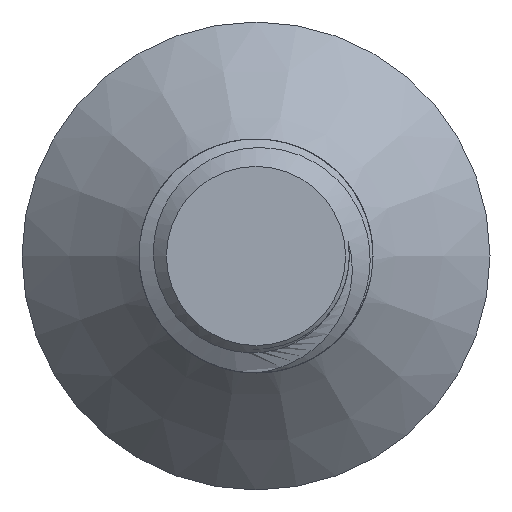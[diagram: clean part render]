
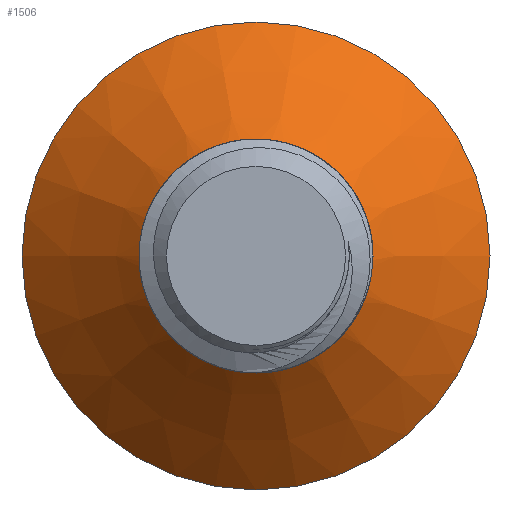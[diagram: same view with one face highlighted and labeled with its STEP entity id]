
A CAD part, left-side view. The second image highlights one B-rep face of the part: STEP entity #1506.
In plain terms, the highlighted conical face has half-angle 45 degrees and reference radius 4 mm.
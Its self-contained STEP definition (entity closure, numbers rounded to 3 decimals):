
#38=CONICAL_SURFACE('',#1609,4.,0.785);
#109=FACE_OUTER_BOUND('',#194,.T.);
#194=EDGE_LOOP('',(#1163,#1164,#1165,#1166,#1167,#1168,#1169,#1170));
#216=CIRCLE('',#1543,4.);
#219=CIRCLE('',#1610,8.);
#220=CIRCLE('',#1611,3.188);
#356=B_SPLINE_CURVE_WITH_KNOTS('',3,(#6700,#6701,#6702,#6703,#6704,#6705,
#6706,#6707,#6708,#6709,#6710,#6711,#6712,#6713,#6714,#6715),
 .UNSPECIFIED.,.F.,.F.,(4,2,2,2,2,2,2,4),(2.387,2.532,
2.946,3.412,3.911,4.467,4.871,
5.278),.UNSPECIFIED.);
#357=B_SPLINE_CURVE_WITH_KNOTS('',3,(#6717,#6718,#6719,#6720,#6721,#6722,
#6723,#6724,#6725,#6726,#6727,#6728,#6729,#6730),.UNSPECIFIED.,.F.,.F.,
(4,2,2,2,2,2,4),(0.,0.087,0.172,0.284,
0.371,0.45,0.56),.UNSPECIFIED.);
#358=B_SPLINE_CURVE_WITH_KNOTS('',3,(#6733,#6734,#6735,#6736,#6737,#6738,
#6739,#6740,#6741,#6742,#6743,#6744,#6745,#6746,#6747,#6748,#6749,#6750,
#6751,#6752,#6753,#6754,#6755,#6756,#6757,#6758),.UNSPECIFIED.,.F.,.F.,
(4,2,2,2,2,2,2,2,2,2,2,2,4),(0.,0.069,0.141,
0.269,0.417,0.583,0.776,
0.989,1.235,1.505,1.813,2.15,
2.387),.UNSPECIFIED.);
#429=LINE('',#6699,#507);
#507=VECTOR('',#1844,4.);
#524=VERTEX_POINT('',#1921);
#525=VERTEX_POINT('',#1956);
#655=VERTEX_POINT('',#6696);
#656=VERTEX_POINT('',#6698);
#657=VERTEX_POINT('',#6716);
#658=VERTEX_POINT('',#6731);
#676=EDGE_CURVE('',#525,#524,#216,.T.);
#868=EDGE_CURVE('',#655,#655,#219,.T.);
#869=EDGE_CURVE('',#655,#656,#429,.T.);
#870=EDGE_CURVE('',#656,#525,#356,.T.);
#871=EDGE_CURVE('',#524,#657,#357,.T.);
#872=EDGE_CURVE('',#657,#658,#220,.T.);
#873=EDGE_CURVE('',#658,#656,#358,.T.);
#1163=ORIENTED_EDGE('',*,*,#868,.F.);
#1164=ORIENTED_EDGE('',*,*,#869,.T.);
#1165=ORIENTED_EDGE('',*,*,#870,.T.);
#1166=ORIENTED_EDGE('',*,*,#676,.T.);
#1167=ORIENTED_EDGE('',*,*,#871,.T.);
#1168=ORIENTED_EDGE('',*,*,#872,.T.);
#1169=ORIENTED_EDGE('',*,*,#873,.T.);
#1170=ORIENTED_EDGE('',*,*,#869,.F.);
#1506=ADVANCED_FACE('',(#109),#38,.T.);
#1543=AXIS2_PLACEMENT_3D('',#1957,#1646,#1647);
#1609=AXIS2_PLACEMENT_3D('',#6695,#1840,#1841);
#1610=AXIS2_PLACEMENT_3D('',#6697,#1842,#1843);
#1611=AXIS2_PLACEMENT_3D('',#6732,#1845,#1846);
#1646=DIRECTION('center_axis',(0.,0.,1.));
#1647=DIRECTION('ref_axis',(0.,-1.,0.));
#1840=DIRECTION('center_axis',(0.,0.,1.));
#1841=DIRECTION('ref_axis',(0.,-1.,0.));
#1842=DIRECTION('center_axis',(0.,0.,1.));
#1843=DIRECTION('ref_axis',(0.,-1.,0.));
#1844=DIRECTION('',(0.,-0.707,-0.707));
#1845=DIRECTION('center_axis',(0.,0.,1.));
#1846=DIRECTION('ref_axis',(1.,0.,0.));
#1921=CARTESIAN_POINT('',(-0.516,-3.967,-4.4));
#1956=CARTESIAN_POINT('',(-3.17,-2.44,-4.4));
#1957=CARTESIAN_POINT('Origin',(0.,0.,-4.4));
#6695=CARTESIAN_POINT('Origin',(0.,0.,-4.4));
#6696=CARTESIAN_POINT('',(0.,8.,-0.4));
#6697=CARTESIAN_POINT('Origin',(0.,0.,-0.4));
#6698=CARTESIAN_POINT('',(0.,3.719,-4.681));
#6699=CARTESIAN_POINT('',(0.,4.,-4.4));
#6700=CARTESIAN_POINT('Ctrl Pts',(0.,3.719,
-4.681));
#6701=CARTESIAN_POINT('Ctrl Pts',(-0.182,3.725,-4.675));
#6702=CARTESIAN_POINT('Ctrl Pts',(-0.358,3.717,-4.67));
#6703=CARTESIAN_POINT('Ctrl Pts',(-1.007,3.647,-4.648));
#6704=CARTESIAN_POINT('Ctrl Pts',(-1.471,3.503,-4.631));
#6705=CARTESIAN_POINT('Ctrl Pts',(-2.376,3.019,-4.596));
#6706=CARTESIAN_POINT('Ctrl Pts',(-2.758,2.682,-4.581));
#6707=CARTESIAN_POINT('Ctrl Pts',(-3.362,1.94,-4.55));
#6708=CARTESIAN_POINT('Ctrl Pts',(-3.598,1.501,-4.533));
#6709=CARTESIAN_POINT('Ctrl Pts',(-3.908,0.501,-4.498));
#6710=CARTESIAN_POINT('Ctrl Pts',(-3.946,-0.019,
-4.483));
#6711=CARTESIAN_POINT('Ctrl Pts',(-3.868,-0.845,
-4.457));
#6712=CARTESIAN_POINT('Ctrl Pts',(-3.789,-1.187,-4.445));
#6713=CARTESIAN_POINT('Ctrl Pts',(-3.543,-1.843,-4.422));
#6714=CARTESIAN_POINT('Ctrl Pts',(-3.376,-2.154,-4.411));
#6715=CARTESIAN_POINT('Ctrl Pts',(-3.17,-2.44,-4.4));
#6716=CARTESIAN_POINT('',(-3.062,0.888,-5.212));
#6717=CARTESIAN_POINT('Ctrl Pts',(-0.516,-3.967,-4.4));
#6718=CARTESIAN_POINT('Ctrl Pts',(-0.797,-3.896,
-4.434));
#6719=CARTESIAN_POINT('Ctrl Pts',(-1.069,-3.795,-4.468));
#6720=CARTESIAN_POINT('Ctrl Pts',(-1.575,-3.537,-4.538));
#6721=CARTESIAN_POINT('Ctrl Pts',(-1.809,-3.384,-4.573));
#6722=CARTESIAN_POINT('Ctrl Pts',(-2.312,-2.971,-4.654));
#6723=CARTESIAN_POINT('Ctrl Pts',(-2.661,-2.616,-4.711));
#6724=CARTESIAN_POINT('Ctrl Pts',(-3.139,-1.735,-4.84));
#6725=CARTESIAN_POINT('Ctrl Pts',(-3.273,-1.315,-4.9));
#6726=CARTESIAN_POINT('Ctrl Pts',(-3.373,-0.488,-5.014));
#6727=CARTESIAN_POINT('Ctrl Pts',(-3.345,-0.168,
-5.057));
#6728=CARTESIAN_POINT('Ctrl Pts',(-3.271,0.335,-5.126));
#6729=CARTESIAN_POINT('Ctrl Pts',(-3.186,0.62,-5.168));
#6730=CARTESIAN_POINT('Ctrl Pts',(-3.062,0.888,-5.212));
#6731=CARTESIAN_POINT('',(-2.793,-1.537,-5.212));
#6732=CARTESIAN_POINT('Origin',(0.,0.,-5.212));
#6733=CARTESIAN_POINT('Ctrl Pts',(-2.793,-1.537,-5.212));
#6734=CARTESIAN_POINT('Ctrl Pts',(-2.69,-1.743,-5.203));
#6735=CARTESIAN_POINT('Ctrl Pts',(-2.565,-1.938,-5.193));
#6736=CARTESIAN_POINT('Ctrl Pts',(-2.269,-2.304,-5.176));
#6737=CARTESIAN_POINT('Ctrl Pts',(-2.096,-2.473,-5.167));
#6738=CARTESIAN_POINT('Ctrl Pts',(-1.578,-2.882,-5.141));
#6739=CARTESIAN_POINT('Ctrl Pts',(-1.2,-3.077,-5.124));
#6740=CARTESIAN_POINT('Ctrl Pts',(-0.322,-3.332,
-5.089));
#6741=CARTESIAN_POINT('Ctrl Pts',(0.128,-3.347,-5.073));
#6742=CARTESIAN_POINT('Ctrl Pts',(0.946,-3.251,-5.042));
#6743=CARTESIAN_POINT('Ctrl Pts',(1.364,-3.117,-5.025));
#6744=CARTESIAN_POINT('Ctrl Pts',(2.187,-2.665,-4.99));
#6745=CARTESIAN_POINT('Ctrl Pts',(2.526,-2.349,-4.974));
#6746=CARTESIAN_POINT('Ctrl Pts',(3.053,-1.681,-4.943));
#6747=CARTESIAN_POINT('Ctrl Pts',(3.26,-1.28,-4.926));
#6748=CARTESIAN_POINT('Ctrl Pts',(3.529,-0.355,-4.891));
#6749=CARTESIAN_POINT('Ctrl Pts',(3.547,0.12,-4.876));
#6750=CARTESIAN_POINT('Ctrl Pts',(3.445,0.994,-4.844));
#6751=CARTESIAN_POINT('Ctrl Pts',(3.303,1.437,-4.828));
#6752=CARTESIAN_POINT('Ctrl Pts',(2.829,2.299,-4.792));
#6753=CARTESIAN_POINT('Ctrl Pts',(2.501,2.656,-4.777));
#6754=CARTESIAN_POINT('Ctrl Pts',(1.797,3.216,-4.746));
#6755=CARTESIAN_POINT('Ctrl Pts',(1.376,3.435,-4.729));
#6756=CARTESIAN_POINT('Ctrl Pts',(0.608,3.663,-4.701));
#6757=CARTESIAN_POINT('Ctrl Pts',(0.296,3.709,-4.691));
#6758=CARTESIAN_POINT('Ctrl Pts',(0.,3.719,
-4.681));
